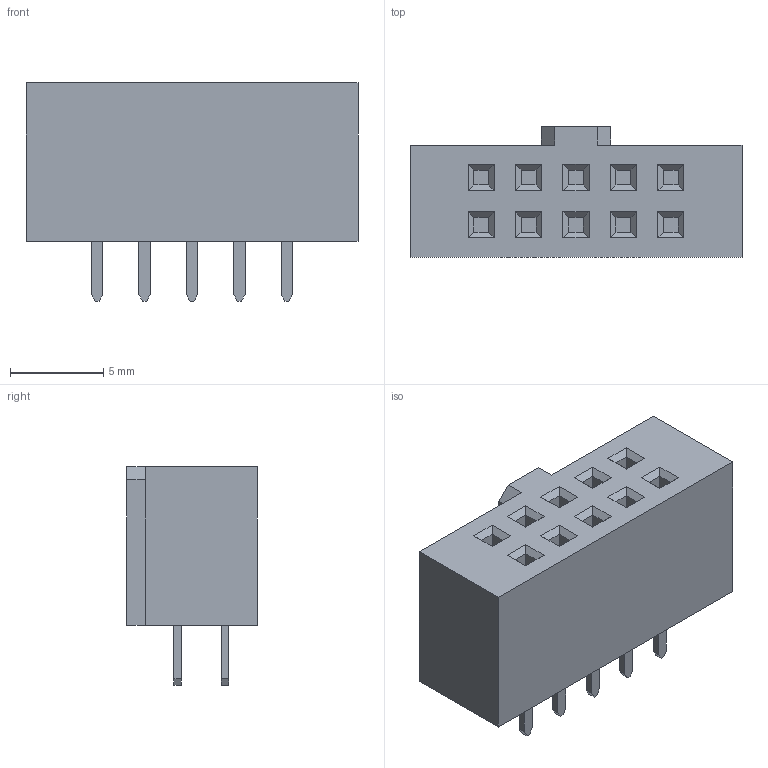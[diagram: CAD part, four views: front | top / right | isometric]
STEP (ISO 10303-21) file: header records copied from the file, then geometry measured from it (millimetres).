
FILE_DESCRIPTION (( 'STEP AP214' ), '1' );
FILE_NAME ('Sullins_SFH11-PBPC-D05-ST-BK.STEP', '2015-10-06T11:56:40', ( 'pomocnik' ), ( '' ), 'SwSTEP 2.0', 'SolidWorks 2012', '' );
FILE_SCHEMA (( 'AUTOMOTIVE_DESIGN' ));
Length unit declared in the file: millimetre
Products named in the file (1): Sullins_SFH11-PBPC-D05-ST-BK
Bounding box: 17.78 x 7 x 11.7 mm (x, y, z)
Volume: 892.1 mm3; surface area: 954.5 mm2
Topology: 1 solids, 1 shells, 172 faces, 410 edges, 260 vertices
Faces by surface type: plane 172
Entity records: 6740 total; most frequent: CARTESIAN_POINT 843, ORIENTED_EDGE 820, DIRECTION 756, LINE 410, VECTOR 410, EDGE_CURVE 410, VERTEX_POINT 260, EDGE_LOOP 192
